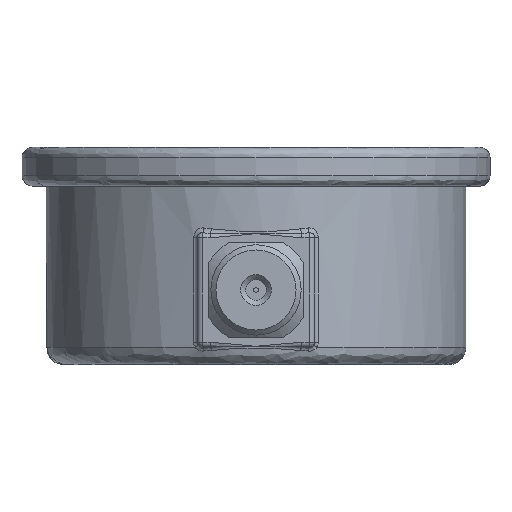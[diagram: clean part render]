
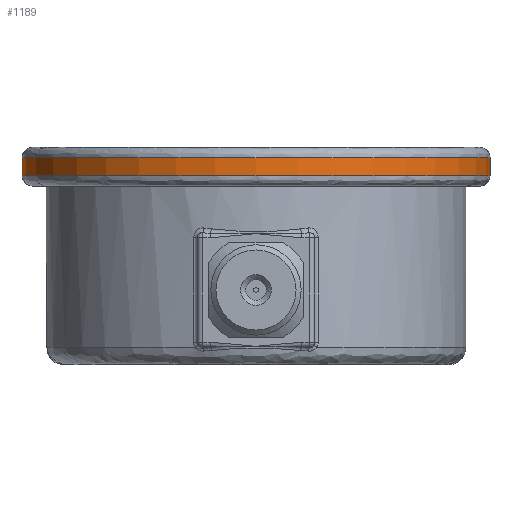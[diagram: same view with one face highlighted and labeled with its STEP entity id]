
A CAD part, front view. The second image highlights one B-rep face of the part: STEP entity #1189.
In plain terms, the highlighted cylindrical face has radius 34.455 mm (diameter 68.91 mm), a full revolution.
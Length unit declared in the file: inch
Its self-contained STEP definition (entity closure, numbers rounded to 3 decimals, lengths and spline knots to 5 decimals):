
#959 = DIRECTION ( 'NONE',  ( 1., 0., 0. ) ) ;
#1189 = ADVANCED_FACE ( 'NONE', ( #3308, #16790 ), #4731, .T. ) ;
#1588 = ORIENTED_EDGE ( 'NONE', *, *, #14722, .T. ) ;
#2416 = CIRCLE ( 'NONE', #10849, 1.3565 ) ;
#2538 = CARTESIAN_POINT ( 'NONE',  ( 0., 0., -0.06 ) ) ;
#3308 = FACE_OUTER_BOUND ( 'NONE', #16259, .T. ) ;
#4553 = CARTESIAN_POINT ( 'NONE',  ( 0., 0., -0.165 ) ) ;
#4731 = CYLINDRICAL_SURFACE ( 'NONE', #6963, 1.3565 ) ;
#5332 = VERTEX_POINT ( 'NONE', #6545 ) ;
#6303 = VERTEX_POINT ( 'NONE', #11749 ) ;
#6545 = CARTESIAN_POINT ( 'NONE',  ( 1.3565, 0., -0.06 ) ) ;
#6963 = AXIS2_PLACEMENT_3D ( 'NONE', #10103, #12908, #11772 ) ;
#7199 = DIRECTION ( 'NONE',  ( 0., 0., -1. ) ) ;
#8041 = EDGE_LOOP ( 'NONE', ( #9022 ) ) ;
#9022 = ORIENTED_EDGE ( 'NONE', *, *, #10780, .F. ) ;
#9120 = AXIS2_PLACEMENT_3D ( 'NONE', #2538, #14594, #959 ) ;
#10103 = CARTESIAN_POINT ( 'NONE',  ( 0., 0., -0.225 ) ) ;
#10780 = EDGE_CURVE ( 'NONE', #6303, #6303, #2416, .T. ) ;
#10849 = AXIS2_PLACEMENT_3D ( 'NONE', #4553, #7199, #16700 ) ;
#11749 = CARTESIAN_POINT ( 'NONE',  ( 1.3565, 0., -0.165 ) ) ;
#11772 = DIRECTION ( 'NONE',  ( 1., 0., 0. ) ) ;
#12908 = DIRECTION ( 'NONE',  ( 0., 0., 1. ) ) ;
#13051 = CIRCLE ( 'NONE', #9120, 1.3565 ) ;
#14594 = DIRECTION ( 'NONE',  ( 0., 0., -1. ) ) ;
#14722 = EDGE_CURVE ( 'NONE', #5332, #5332, #13051, .T. ) ;
#16259 = EDGE_LOOP ( 'NONE', ( #1588 ) ) ;
#16700 = DIRECTION ( 'NONE',  ( 1., 0., 0. ) ) ;
#16790 = FACE_OUTER_BOUND ( 'NONE', #8041, .T. ) ;
